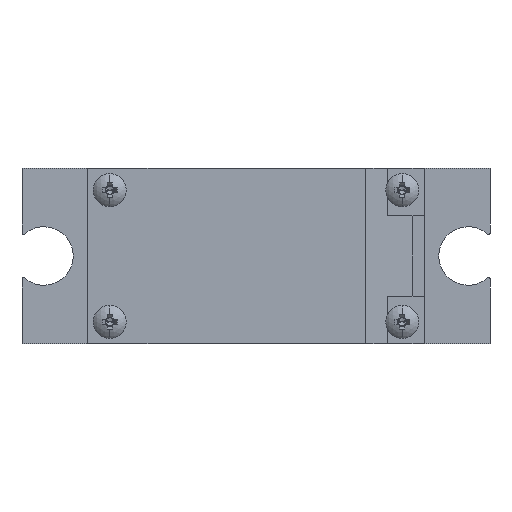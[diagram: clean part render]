
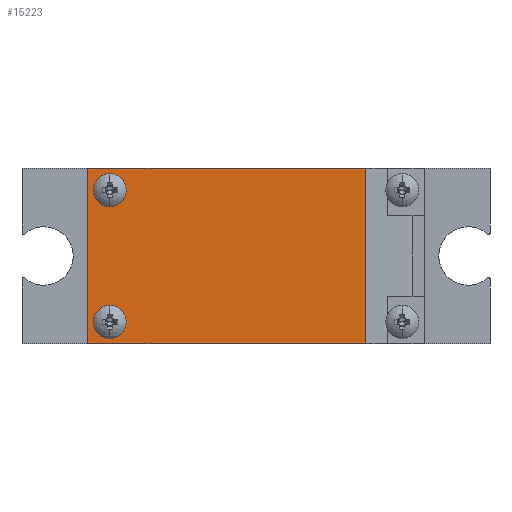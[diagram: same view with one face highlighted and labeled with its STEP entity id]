
A CAD part, front view. The second image highlights one B-rep face of the part: STEP entity #15223.
In plain terms, the highlighted planar face has unit normal (0, -1, 0).
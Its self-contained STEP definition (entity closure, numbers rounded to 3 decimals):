
#2034 = ORIENTED_EDGE ( 'NONE', *, *, #33819, .T. ) ;
#2408 = EDGE_CURVE ( 'NONE', #3430, #15252, #18535, .T. ) ;
#2609 = CARTESIAN_POINT ( 'NONE',  ( -11.5, 0., 6. ) ) ;
#3430 = VERTEX_POINT ( 'NONE', #29264 ) ;
#3464 = EDGE_CURVE ( 'NONE', #18066, #31811, #29577, .T. ) ;
#3612 = DIRECTION ( 'NONE',  ( -1., 0., 0. ) ) ;
#4906 = AXIS2_PLACEMENT_3D ( 'NONE', #25643, #31434, #16799 ) ;
#5941 = PLANE ( 'NONE',  #27187 ) ;
#6826 = FACE_OUTER_BOUND ( 'NONE', #20050, .T. ) ;
#6885 = DIRECTION ( 'NONE',  ( 0., 0., 1. ) ) ;
#8112 = CIRCLE ( 'NONE', #31406, 0.5 ) ;
#8211 = ORIENTED_EDGE ( 'NONE', *, *, #2408, .F. ) ;
#8910 = CARTESIAN_POINT ( 'NONE',  ( -10., 0., 5. ) ) ;
#9061 = ORIENTED_EDGE ( 'NONE', *, *, #13462, .F. ) ;
#9951 = EDGE_CURVE ( 'NONE', #29929, #30575, #13212, .T. ) ;
#10661 = CARTESIAN_POINT ( 'NONE',  ( -11.5, 0., -6. ) ) ;
#10937 = AXIS2_PLACEMENT_3D ( 'NONE', #25695, #20181, #34603 ) ;
#12636 = VERTEX_POINT ( 'NONE', #17627 ) ;
#13077 = VERTEX_POINT ( 'NONE', #20779 ) ;
#13212 = LINE ( 'NONE', #2609, #30201 ) ;
#13354 = DIRECTION ( 'NONE',  ( 0., -1., 0. ) ) ;
#13462 = EDGE_CURVE ( 'NONE', #30575, #12636, #28986, .T. ) ;
#13912 = LINE ( 'NONE', #18435, #17110 ) ;
#14354 = DIRECTION ( 'NONE',  ( 0., -1., 0. ) ) ;
#14416 = CIRCLE ( 'NONE', #4906, 0.5 ) ;
#15223 = ADVANCED_FACE ( 'NONE', ( #17853, #35829, #6826 ), #5941, .T. ) ;
#15252 = VERTEX_POINT ( 'NONE', #8910 ) ;
#15794 = EDGE_LOOP ( 'NONE', ( #8211, #18713 ) ) ;
#16202 = ORIENTED_EDGE ( 'NONE', *, *, #3464, .F. ) ;
#16555 = VECTOR ( 'NONE', #26212, 1000. ) ;
#16799 = DIRECTION ( 'NONE',  ( 0., 0., -1. ) ) ;
#17110 = VECTOR ( 'NONE', #6885, 1000. ) ;
#17425 = AXIS2_PLACEMENT_3D ( 'NONE', #23465, #14354, #32089 ) ;
#17627 = CARTESIAN_POINT ( 'NONE',  ( 7.5, 0., 6. ) ) ;
#17760 = DIRECTION ( 'NONE',  ( 0., -1., 0. ) ) ;
#17853 = FACE_BOUND ( 'NONE', #34965, .T. ) ;
#18066 = VERTEX_POINT ( 'NONE', #34693 ) ;
#18435 = CARTESIAN_POINT ( 'NONE',  ( 7.5, 0., 6. ) ) ;
#18535 = CIRCLE ( 'NONE', #10937, 0.5 ) ;
#18713 = ORIENTED_EDGE ( 'NONE', *, *, #26764, .F. ) ;
#20050 = EDGE_LOOP ( 'NONE', ( #29963, #2034, #9061, #26517 ) ) ;
#20181 = DIRECTION ( 'NONE',  ( 0., -1., 0. ) ) ;
#20338 = DIRECTION ( 'NONE',  ( 0., 0., -1. ) ) ;
#20779 = CARTESIAN_POINT ( 'NONE',  ( 7.5, 0., -6. ) ) ;
#23045 = LINE ( 'NONE', #33436, #35011 ) ;
#23291 = CARTESIAN_POINT ( 'NONE',  ( 0., 0., 0. ) ) ;
#23465 = CARTESIAN_POINT ( 'NONE',  ( -10., 0., -4.5 ) ) ;
#23828 = CARTESIAN_POINT ( 'NONE',  ( -11.5, 0., 6. ) ) ;
#24022 = EDGE_CURVE ( 'NONE', #31811, #18066, #8112, .T. ) ;
#25291 = CARTESIAN_POINT ( 'NONE',  ( -10., 0., -4.5 ) ) ;
#25643 = CARTESIAN_POINT ( 'NONE',  ( -10., 0., 4.5 ) ) ;
#25695 = CARTESIAN_POINT ( 'NONE',  ( -10., 0., 4.5 ) ) ;
#26212 = DIRECTION ( 'NONE',  ( 1., 0., 0. ) ) ;
#26517 = ORIENTED_EDGE ( 'NONE', *, *, #9951, .F. ) ;
#26764 = EDGE_CURVE ( 'NONE', #15252, #3430, #14416, .T. ) ;
#27187 = AXIS2_PLACEMENT_3D ( 'NONE', #23291, #17760, #20338 ) ;
#28233 = DIRECTION ( 'NONE',  ( 0., 0., 1. ) ) ;
#28986 = LINE ( 'NONE', #29202, #16555 ) ;
#29202 = CARTESIAN_POINT ( 'NONE',  ( -11.5, 0., 6. ) ) ;
#29264 = CARTESIAN_POINT ( 'NONE',  ( -10., 0., 4. ) ) ;
#29577 = CIRCLE ( 'NONE', #17425, 0.5 ) ;
#29929 = VERTEX_POINT ( 'NONE', #10661 ) ;
#29963 = ORIENTED_EDGE ( 'NONE', *, *, #34420, .F. ) ;
#30201 = VECTOR ( 'NONE', #32055, 1000. ) ;
#30575 = VERTEX_POINT ( 'NONE', #23828 ) ;
#31214 = ORIENTED_EDGE ( 'NONE', *, *, #24022, .F. ) ;
#31406 = AXIS2_PLACEMENT_3D ( 'NONE', #25291, #13354, #28233 ) ;
#31434 = DIRECTION ( 'NONE',  ( 0., -1., 0. ) ) ;
#31811 = VERTEX_POINT ( 'NONE', #36635 ) ;
#32055 = DIRECTION ( 'NONE',  ( 0., 0., 1. ) ) ;
#32089 = DIRECTION ( 'NONE',  ( 0., 0., 1. ) ) ;
#33436 = CARTESIAN_POINT ( 'NONE',  ( -11.5, 0., -6. ) ) ;
#33819 = EDGE_CURVE ( 'NONE', #13077, #12636, #13912, .T. ) ;
#34420 = EDGE_CURVE ( 'NONE', #13077, #29929, #23045, .T. ) ;
#34603 = DIRECTION ( 'NONE',  ( 0., 0., -1. ) ) ;
#34693 = CARTESIAN_POINT ( 'NONE',  ( -10., 0., -4. ) ) ;
#34965 = EDGE_LOOP ( 'NONE', ( #31214, #16202 ) ) ;
#35011 = VECTOR ( 'NONE', #3612, 1000. ) ;
#35829 = FACE_BOUND ( 'NONE', #15794, .T. ) ;
#36635 = CARTESIAN_POINT ( 'NONE',  ( -10., 0., -5. ) ) ;
